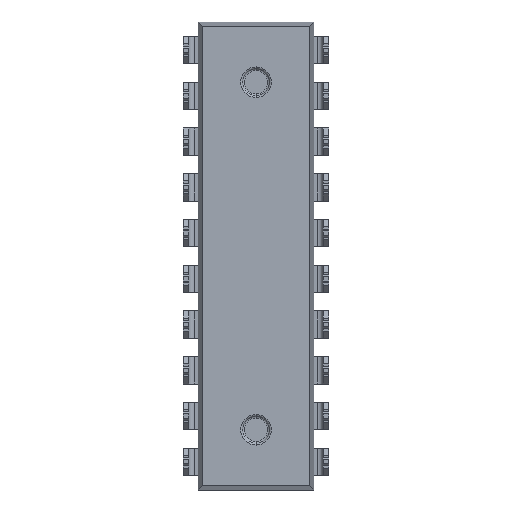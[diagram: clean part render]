
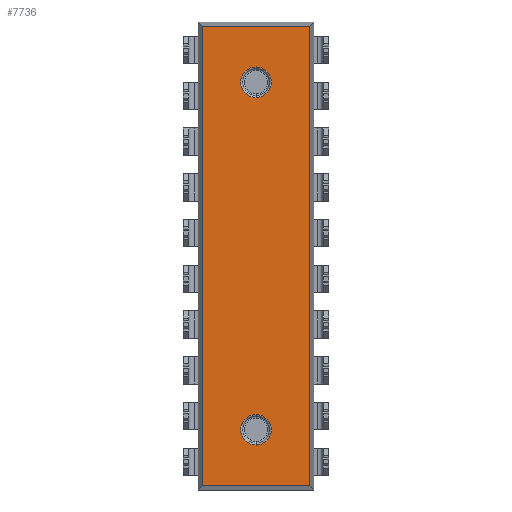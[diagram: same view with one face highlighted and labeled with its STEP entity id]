
A CAD part, front view. The second image highlights one B-rep face of the part: STEP entity #7736.
In plain terms, the highlighted planar face has unit normal (0, -1, 0).
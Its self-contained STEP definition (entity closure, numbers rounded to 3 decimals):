
#19 = ORIENTED_EDGE ( 'NONE', *, *, #5634, .F. ) ;
#337 = CARTESIAN_POINT ( 'NONE',  ( 0., 0.8, -8.803 ) ) ;
#387 = DIRECTION ( 'NONE',  ( 0., 1., 0. ) ) ;
#569 = CIRCLE ( 'NONE', #5853, 0.85 ) ;
#798 = DIRECTION ( 'NONE',  ( 0., 0., 1. ) ) ;
#818 = EDGE_CURVE ( 'NONE', #3517, #10049, #6993, .T. ) ;
#820 = CARTESIAN_POINT ( 'NONE',  ( 0., 0.8, -10.503 ) ) ;
#853 = FACE_OUTER_BOUND ( 'NONE', #887, .T. ) ;
#887 = EDGE_LOOP ( 'NONE', ( #19, #6315, #8633, #8646 ) ) ;
#1781 = VECTOR ( 'NONE', #12771, 1000. ) ;
#1818 = VERTEX_POINT ( 'NONE', #820 ) ;
#1876 = EDGE_CURVE ( 'NONE', #9553, #11448, #5509, .T. ) ;
#2013 = PLANE ( 'NONE',  #12032 ) ;
#2238 = CARTESIAN_POINT ( 'NONE',  ( -2.973, 0.8, 12.773 ) ) ;
#2375 = EDGE_CURVE ( 'NONE', #11448, #9246, #11131, .T. ) ;
#2623 = DIRECTION ( 'NONE',  ( 0., 1., 0. ) ) ;
#2730 = DIRECTION ( 'NONE',  ( 0., 1., 0. ) ) ;
#2944 = CARTESIAN_POINT ( 'NONE',  ( 0., 0.8, -9.652 ) ) ;
#3197 = VERTEX_POINT ( 'NONE', #337 ) ;
#3517 = VERTEX_POINT ( 'NONE', #13033 ) ;
#3805 = CARTESIAN_POINT ( 'NONE',  ( 2.973, 0.8, 12.773 ) ) ;
#4129 = EDGE_CURVE ( 'NONE', #10049, #3517, #7972, .T. ) ;
#4908 = AXIS2_PLACEMENT_3D ( 'NONE', #5801, #2730, #7775 ) ;
#4922 = CARTESIAN_POINT ( 'NONE',  ( 0., 0.8, 9.652 ) ) ;
#4995 = CARTESIAN_POINT ( 'NONE',  ( -2.973, 0.8, -12.773 ) ) ;
#5153 = ORIENTED_EDGE ( 'NONE', *, *, #12060, .T. ) ;
#5387 = DIRECTION ( 'NONE',  ( 0., 1., 0. ) ) ;
#5509 = LINE ( 'NONE', #13300, #8567 ) ;
#5634 = EDGE_CURVE ( 'NONE', #9246, #5661, #8701, .T. ) ;
#5661 = VERTEX_POINT ( 'NONE', #6713 ) ;
#5801 = CARTESIAN_POINT ( 'NONE',  ( 0., 0.8, 9.652 ) ) ;
#5853 = AXIS2_PLACEMENT_3D ( 'NONE', #11029, #2623, #12975 ) ;
#5964 = DIRECTION ( 'NONE',  ( 0., 1., 0. ) ) ;
#6019 = AXIS2_PLACEMENT_3D ( 'NONE', #2944, #387, #7477 ) ;
#6315 = ORIENTED_EDGE ( 'NONE', *, *, #2375, .F. ) ;
#6507 = FACE_BOUND ( 'NONE', #11345, .T. ) ;
#6713 = CARTESIAN_POINT ( 'NONE',  ( 2.973, 0.8, -12.773 ) ) ;
#6993 = CIRCLE ( 'NONE', #4908, 0.85 ) ;
#7477 = DIRECTION ( 'NONE',  ( 0., 0., 1. ) ) ;
#7625 = EDGE_LOOP ( 'NONE', ( #9217, #7850 ) ) ;
#7637 = CARTESIAN_POINT ( 'NONE',  ( 0., 0.8, 8.803 ) ) ;
#7736 = ADVANCED_FACE ( 'NONE', ( #11052, #6507, #853 ), #2013, .F. ) ;
#7775 = DIRECTION ( 'NONE',  ( 0., 0., 1. ) ) ;
#7850 = ORIENTED_EDGE ( 'NONE', *, *, #4129, .T. ) ;
#7972 = CIRCLE ( 'NONE', #11064, 0.85 ) ;
#7988 = DIRECTION ( 'NONE',  ( 1., 0., 0. ) ) ;
#8037 = VECTOR ( 'NONE', #7988, 1000. ) ;
#8479 = DIRECTION ( 'NONE',  ( 0., 0., 1. ) ) ;
#8567 = VECTOR ( 'NONE', #12276, 1000. ) ;
#8593 = CARTESIAN_POINT ( 'NONE',  ( 2.973, 0.8, -13. ) ) ;
#8633 = ORIENTED_EDGE ( 'NONE', *, *, #1876, .F. ) ;
#8646 = ORIENTED_EDGE ( 'NONE', *, *, #9914, .F. ) ;
#8701 = LINE ( 'NONE', #8593, #1781 ) ;
#8935 = DIRECTION ( 'NONE',  ( -1., 0., 0. ) ) ;
#9141 = VECTOR ( 'NONE', #8935, 1000. ) ;
#9217 = ORIENTED_EDGE ( 'NONE', *, *, #818, .T. ) ;
#9246 = VERTEX_POINT ( 'NONE', #3805 ) ;
#9402 = CIRCLE ( 'NONE', #6019, 0.85 ) ;
#9494 = ORIENTED_EDGE ( 'NONE', *, *, #9907, .T. ) ;
#9553 = VERTEX_POINT ( 'NONE', #4995 ) ;
#9907 = EDGE_CURVE ( 'NONE', #3197, #1818, #569, .T. ) ;
#9914 = EDGE_CURVE ( 'NONE', #5661, #9553, #10270, .T. ) ;
#10049 = VERTEX_POINT ( 'NONE', #7637 ) ;
#10270 = LINE ( 'NONE', #10897, #9141 ) ;
#10897 = CARTESIAN_POINT ( 'NONE',  ( -3.2, 0.8, -12.773 ) ) ;
#11029 = CARTESIAN_POINT ( 'NONE',  ( 0., 0.8, -9.652 ) ) ;
#11052 = FACE_BOUND ( 'NONE', #7625, .T. ) ;
#11064 = AXIS2_PLACEMENT_3D ( 'NONE', #4922, #5964, #798 ) ;
#11131 = LINE ( 'NONE', #11218, #8037 ) ;
#11218 = CARTESIAN_POINT ( 'NONE',  ( 3.2, 0.8, 12.773 ) ) ;
#11345 = EDGE_LOOP ( 'NONE', ( #9494, #5153 ) ) ;
#11448 = VERTEX_POINT ( 'NONE', #2238 ) ;
#12032 = AXIS2_PLACEMENT_3D ( 'NONE', #12357, #5387, #8479 ) ;
#12060 = EDGE_CURVE ( 'NONE', #1818, #3197, #9402, .T. ) ;
#12276 = DIRECTION ( 'NONE',  ( 0., 0., 1. ) ) ;
#12357 = CARTESIAN_POINT ( 'NONE',  ( 0., 0.8, 0. ) ) ;
#12771 = DIRECTION ( 'NONE',  ( 0., 0., -1. ) ) ;
#12975 = DIRECTION ( 'NONE',  ( 0., 0., 1. ) ) ;
#13033 = CARTESIAN_POINT ( 'NONE',  ( 0., 0.8, 10.503 ) ) ;
#13300 = CARTESIAN_POINT ( 'NONE',  ( -2.973, 0.8, 13. ) ) ;
